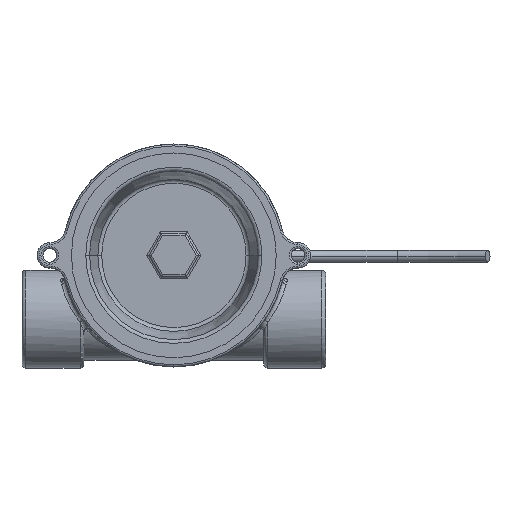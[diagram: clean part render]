
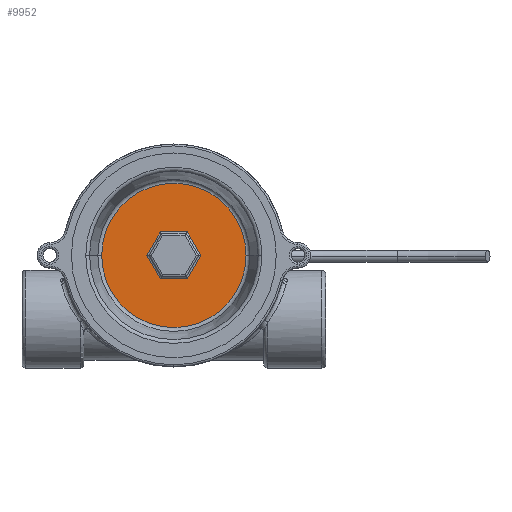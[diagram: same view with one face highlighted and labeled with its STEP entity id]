
A CAD part, top view. The second image highlights one B-rep face of the part: STEP entity #9952.
In plain terms, the highlighted planar face has unit normal (0, 0, 1).
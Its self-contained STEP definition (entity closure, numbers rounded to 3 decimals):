
#112 = EDGE_CURVE ( 'NONE', #11611, #11487, #2874, .T. ) ;
#175 = CARTESIAN_POINT ( 'NONE',  ( -3.175, 10.3, 10.3 ) ) ;
#209 = AXIS2_PLACEMENT_3D ( 'NONE', #7421, #381, #8688 ) ;
#317 = LINE ( 'NONE', #8007, #11924 ) ;
#332 = AXIS2_PLACEMENT_3D ( 'NONE', #13189, #5844, #14368 ) ;
#374 = ORIENTED_EDGE ( 'NONE', *, *, #4376, .T. ) ;
#381 = DIRECTION ( 'NONE',  ( 0., 0., 1. ) ) ;
#427 = LINE ( 'NONE', #1999, #3134 ) ;
#431 = CARTESIAN_POINT ( 'NONE',  ( 3.608, 10.55, 10.3 ) ) ;
#475 = DIRECTION ( 'NONE',  ( -0.5, -0.866, 0. ) ) ;
#549 = VERTEX_POINT ( 'NONE', #10108 ) ;
#612 = DIRECTION ( 'NONE',  ( -1., 0., 0. ) ) ;
#767 = EDGE_LOOP ( 'NONE', ( #5818, #374, #8352, #1978, #6623, #9512 ) ) ;
#944 = CARTESIAN_POINT ( 'NONE',  ( 18.469, 16.3, 10.3 ) ) ;
#1529 = DIRECTION ( 'NONE',  ( -0.5, 0.866, 0. ) ) ;
#1737 = LINE ( 'NONE', #175, #10955 ) ;
#1978 = ORIENTED_EDGE ( 'NONE', *, *, #2493, .T. ) ;
#1999 = CARTESIAN_POINT ( 'NONE',  ( -3.608, 22.05, 10.3 ) ) ;
#2493 = EDGE_CURVE ( 'NONE', #7557, #7946, #14540, .T. ) ;
#2573 = VERTEX_POINT ( 'NONE', #944 ) ;
#2776 = VECTOR ( 'NONE', #6415, 1000. ) ;
#2874 = LINE ( 'NONE', #6370, #2776 ) ;
#3134 = VECTOR ( 'NONE', #4338, 1000. ) ;
#3429 = VERTEX_POINT ( 'NONE', #5920 ) ;
#4088 = EDGE_CURVE ( 'NONE', #11487, #3429, #317, .T. ) ;
#4338 = DIRECTION ( 'NONE',  ( 0.5, 0.866, 0. ) ) ;
#4376 = EDGE_CURVE ( 'NONE', #3429, #549, #12108, .T. ) ;
#4403 = EDGE_CURVE ( 'NONE', #549, #7557, #1737, .T. ) ;
#4740 = FACE_BOUND ( 'NONE', #767, .T. ) ;
#5818 = ORIENTED_EDGE ( 'NONE', *, *, #4088, .T. ) ;
#5844 = DIRECTION ( 'NONE',  ( 0., 0., 1. ) ) ;
#5920 = CARTESIAN_POINT ( 'NONE',  ( 6.928, 16.3, 10.3 ) ) ;
#6224 = DIRECTION ( 'NONE',  ( 0., 0., -1. ) ) ;
#6312 = CARTESIAN_POINT ( 'NONE',  ( -6.784, 16.05, 10.3 ) ) ;
#6370 = CARTESIAN_POINT ( 'NONE',  ( 3.175, 22.3, 10.3 ) ) ;
#6415 = DIRECTION ( 'NONE',  ( 1., 0., 0. ) ) ;
#6476 = CARTESIAN_POINT ( 'NONE',  ( 3.464, 22.3, 10.3 ) ) ;
#6623 = ORIENTED_EDGE ( 'NONE', *, *, #13566, .T. ) ;
#7416 = EDGE_CURVE ( 'NONE', #2573, #9561, #10703, .T. ) ;
#7421 = CARTESIAN_POINT ( 'NONE',  ( 0., 16.3, 10.3 ) ) ;
#7427 = CARTESIAN_POINT ( 'NONE',  ( -3.464, 10.3, 10.3 ) ) ;
#7557 = VERTEX_POINT ( 'NONE', #7427 ) ;
#7834 = DIRECTION ( 'NONE',  ( 0.5, -0.866, 0. ) ) ;
#7946 = VERTEX_POINT ( 'NONE', #8195 ) ;
#8007 = CARTESIAN_POINT ( 'NONE',  ( 6.784, 16.55, 10.3 ) ) ;
#8195 = CARTESIAN_POINT ( 'NONE',  ( -6.928, 16.3, 10.3 ) ) ;
#8352 = ORIENTED_EDGE ( 'NONE', *, *, #4403, .T. ) ;
#8652 = PLANE ( 'NONE',  #13169 ) ;
#8688 = DIRECTION ( 'NONE',  ( 1., 0., 0. ) ) ;
#9512 = ORIENTED_EDGE ( 'NONE', *, *, #112, .T. ) ;
#9561 = VERTEX_POINT ( 'NONE', #13271 ) ;
#9952 = ADVANCED_FACE ( 'NONE', ( #4740, #13685 ), #8652, .F. ) ;
#10108 = CARTESIAN_POINT ( 'NONE',  ( 3.464, 10.3, 10.3 ) ) ;
#10516 = EDGE_CURVE ( 'NONE', #9561, #2573, #14035, .T. ) ;
#10580 = VECTOR ( 'NONE', #1529, 1000. ) ;
#10703 = CIRCLE ( 'NONE', #332, 18.469 ) ;
#10955 = VECTOR ( 'NONE', #612, 1000. ) ;
#11335 = VECTOR ( 'NONE', #475, 1000. ) ;
#11487 = VERTEX_POINT ( 'NONE', #6476 ) ;
#11611 = VERTEX_POINT ( 'NONE', #11687 ) ;
#11687 = CARTESIAN_POINT ( 'NONE',  ( -3.464, 22.3, 10.3 ) ) ;
#11924 = VECTOR ( 'NONE', #7834, 1000. ) ;
#12108 = LINE ( 'NONE', #431, #11335 ) ;
#13151 = ORIENTED_EDGE ( 'NONE', *, *, #7416, .T. ) ;
#13169 = AXIS2_PLACEMENT_3D ( 'NONE', #13556, #6224, #14729 ) ;
#13189 = CARTESIAN_POINT ( 'NONE',  ( 0., 16.3, 10.3 ) ) ;
#13271 = CARTESIAN_POINT ( 'NONE',  ( -18.469, 16.3, 10.3 ) ) ;
#13556 = CARTESIAN_POINT ( 'NONE',  ( 0., 34.769, 10.3 ) ) ;
#13566 = EDGE_CURVE ( 'NONE', #7946, #11611, #427, .T. ) ;
#13685 = FACE_OUTER_BOUND ( 'NONE', #13737, .T. ) ;
#13737 = EDGE_LOOP ( 'NONE', ( #13151, #14597 ) ) ;
#14035 = CIRCLE ( 'NONE', #209, 18.469 ) ;
#14368 = DIRECTION ( 'NONE',  ( 1., 0., 0. ) ) ;
#14540 = LINE ( 'NONE', #6312, #10580 ) ;
#14597 = ORIENTED_EDGE ( 'NONE', *, *, #10516, .T. ) ;
#14729 = DIRECTION ( 'NONE',  ( -1., 0., 0. ) ) ;
